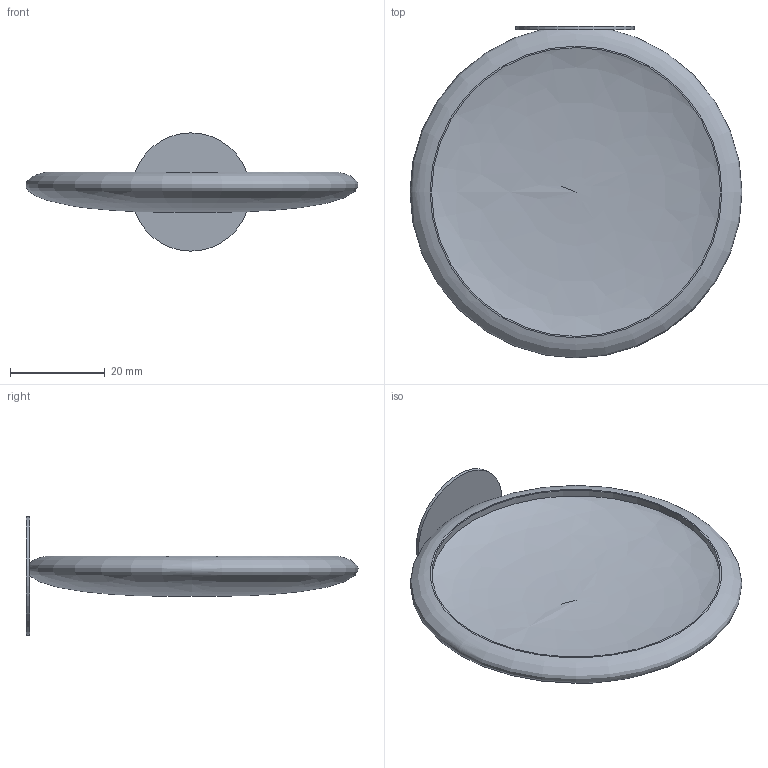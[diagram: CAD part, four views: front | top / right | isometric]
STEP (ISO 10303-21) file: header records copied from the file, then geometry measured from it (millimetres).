
FILE_DESCRIPTION(/* description */ (''),/* implementation_level */ '2;1');
FILE_NAME(/* name */ 'SDG-XXX-Silk66.step',/* time_stamp */ '2023-04-04T12:51:16-07:00',/* author */ (''),/* organization */ (''),/* preprocessor_version */ 'ST-DEVELOPER v19.2',/* originating_system */ 'Autodesk Translation Framework v11.17.0.187',/* authorisation */ '');
FILE_SCHEMA (('AUTOMOTIVE_DESIGN { 1 0 10303 214 3 1 1 }'));
Length unit declared in the file: millimetre
Products named in the file (2): Small Disc Golf Set; Disc 7
Assembly tree (1 placements, depth 2):
  Small Disc Golf Set
    Disc 7
Bounding box: 70.19 x 70.19 x 25 mm (x, y, z)
Volume: 7584.7 mm3; surface area: 10986 mm2
Topology: 1 solids, 1 shells, 9 faces, 16 edges, 11 vertices
Faces by surface type: bspline 4, plane 3, cylinder 2
Full cylindrical faces by diameter (mm): 25 x1, 61.051 x1
Entity records: 1089 total; most frequent: CARTESIAN_POINT 885, DIRECTION 32, ORIENTED_EDGE 28, AXIS2_PLACEMENT_3D 15, EDGE_CURVE 14, EDGE_LOOP 13, VERTEX_POINT 11, FACE_OUTER_BOUND 9
